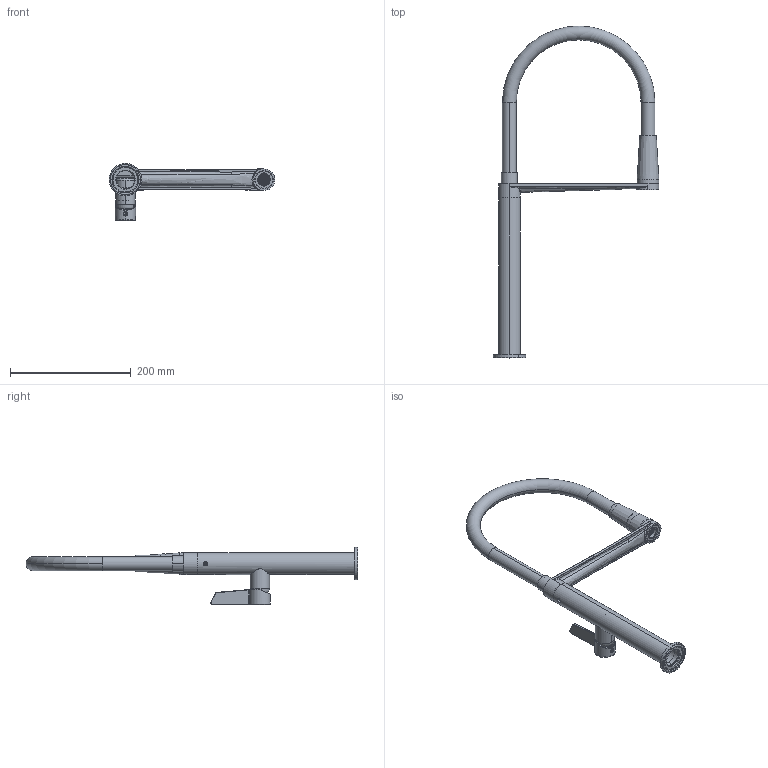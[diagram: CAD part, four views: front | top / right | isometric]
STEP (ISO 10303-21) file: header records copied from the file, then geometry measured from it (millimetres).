
FILE_DESCRIPTION (( 'STEP AP203' ), '1' );
FILE_NAME ('38EP04206.STEP', '2021-04-12T07:00:31', ( '' ), ( '' ), 'SwSTEP 2.0', 'SolidWorks 2018', '' );
FILE_SCHEMA (( 'CONFIG_CONTROL_DESIGN' ));
Length unit declared in the file: millimetre
Products named in the file (1): 38EP04206
Bounding box: 274.94 x 550.87 x 94.74 mm (x, y, z)
Volume: 365172.3 mm3; surface area: 214272.6 mm2
Topology: 17 solids, 17 shells, 1026 faces, 2754 edges, 1764 vertices
Faces by surface type: plane 672, cylinder 204, cone 68, torus 53, bspline 27, sphere 2
Entity records: 34722 total; most frequent: CARTESIAN_POINT 9475, ORIENTED_EDGE 5496, DIRECTION 4759, EDGE_CURVE 2748, VERTEX_POINT 1764, AXIS2_PLACEMENT_3D 1647, VECTOR 1465, LINE 1465
